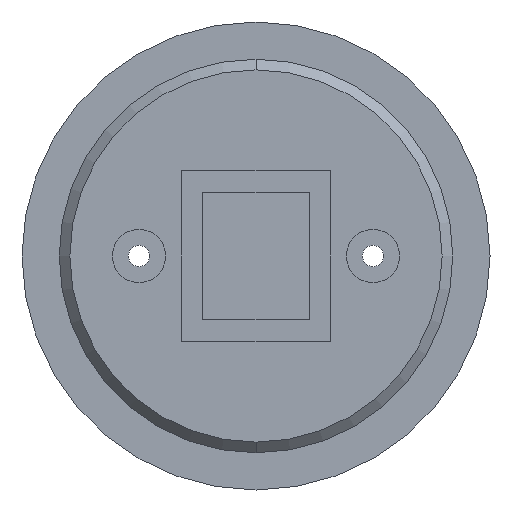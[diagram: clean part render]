
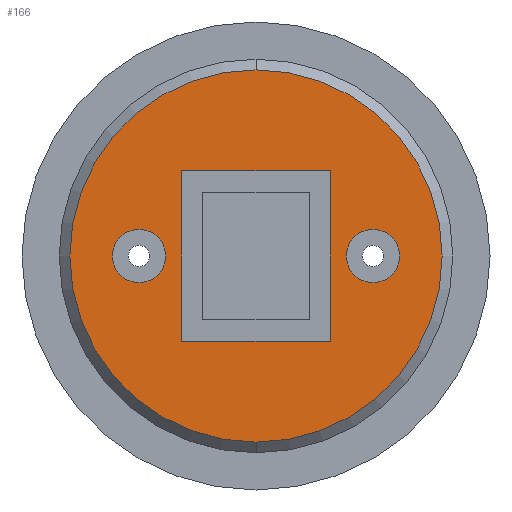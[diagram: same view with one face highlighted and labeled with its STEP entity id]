
A CAD part, front view. The second image highlights one B-rep face of the part: STEP entity #166.
In plain terms, the highlighted planar face has unit normal (0, -1, 0).
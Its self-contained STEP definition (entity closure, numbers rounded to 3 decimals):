
#10 = VERTEX_POINT ( 'NONE', #344 ) ;
#13 = ORIENTED_EDGE ( 'NONE', *, *, #459, .T. ) ;
#20 = CARTESIAN_POINT ( 'NONE',  ( -3.5, 0., 4. ) ) ;
#39 = DIRECTION ( 'NONE',  ( 0., 0., -1. ) ) ;
#44 = CARTESIAN_POINT ( 'NONE',  ( -5.5, 0., 1.25 ) ) ;
#46 = CARTESIAN_POINT ( 'NONE',  ( -3.5, 0., 0. ) ) ;
#51 = CARTESIAN_POINT ( 'NONE',  ( 3.5, 0., 4. ) ) ;
#62 = VERTEX_POINT ( 'NONE', #859 ) ;
#88 = LINE ( 'NONE', #438, #387 ) ;
#152 = EDGE_CURVE ( 'NONE', #215, #1049, #555, .T. ) ;
#154 = DIRECTION ( 'NONE',  ( 0., -1., 0. ) ) ;
#156 = CIRCLE ( 'NONE', #1076, 1.25 ) ;
#166 = ADVANCED_FACE ( 'NONE', ( #268, #1061, #219, #1349 ), #772, .F. ) ;
#215 = VERTEX_POINT ( 'NONE', #1313 ) ;
#219 = FACE_BOUND ( 'NONE', #610, .T. ) ;
#226 = VERTEX_POINT ( 'NONE', #672 ) ;
#227 = AXIS2_PLACEMENT_3D ( 'NONE', #659, #545, #896 ) ;
#240 = EDGE_CURVE ( 'NONE', #226, #10, #981, .T. ) ;
#268 = FACE_OUTER_BOUND ( 'NONE', #773, .T. ) ;
#274 = VERTEX_POINT ( 'NONE', #708 ) ;
#275 = AXIS2_PLACEMENT_3D ( 'NONE', #550, #1188, #766 ) ;
#302 = CIRCLE ( 'NONE', #709, 1.25 ) ;
#306 = AXIS2_PLACEMENT_3D ( 'NONE', #444, #346, #1185 ) ;
#314 = EDGE_CURVE ( 'NONE', #1049, #215, #302, .T. ) ;
#344 = CARTESIAN_POINT ( 'NONE',  ( 3.5, 0., -4. ) ) ;
#346 = DIRECTION ( 'NONE',  ( 0., -1., 0. ) ) ;
#356 = EDGE_LOOP ( 'NONE', ( #736, #889 ) ) ;
#369 = CARTESIAN_POINT ( 'NONE',  ( 0., 0., -4. ) ) ;
#385 = DIRECTION ( 'NONE',  ( 1., 0., 0. ) ) ;
#387 = VECTOR ( 'NONE', #964, 1000. ) ;
#390 = CIRCLE ( 'NONE', #765, 8.75 ) ;
#391 = CIRCLE ( 'NONE', #1146, 8.75 ) ;
#414 = ORIENTED_EDGE ( 'NONE', *, *, #940, .T. ) ;
#421 = CARTESIAN_POINT ( 'NONE',  ( -5.5, 0., 0. ) ) ;
#422 = EDGE_LOOP ( 'NONE', ( #1066, #897, #496, #1289 ) ) ;
#438 = CARTESIAN_POINT ( 'NONE',  ( 3.5, 0., 0. ) ) ;
#442 = ORIENTED_EDGE ( 'NONE', *, *, #152, .F. ) ;
#444 = CARTESIAN_POINT ( 'NONE',  ( 5.5, 0., 0. ) ) ;
#459 = EDGE_CURVE ( 'NONE', #1208, #634, #390, .T. ) ;
#484 = CIRCLE ( 'NONE', #306, 1.25 ) ;
#492 = DIRECTION ( 'NONE',  ( 0., 0., 1. ) ) ;
#496 = ORIENTED_EDGE ( 'NONE', *, *, #1169, .F. ) ;
#497 = DIRECTION ( 'NONE',  ( 0., -1., 0. ) ) ;
#521 = VECTOR ( 'NONE', #568, 1000. ) ;
#545 = DIRECTION ( 'NONE',  ( 0., -1., 0. ) ) ;
#546 = ORIENTED_EDGE ( 'NONE', *, *, #314, .F. ) ;
#550 = CARTESIAN_POINT ( 'NONE',  ( 0., 0., 0. ) ) ;
#555 = CIRCLE ( 'NONE', #227, 1.25 ) ;
#568 = DIRECTION ( 'NONE',  ( 0., 0., -1. ) ) ;
#595 = LINE ( 'NONE', #46, #521 ) ;
#610 = EDGE_LOOP ( 'NONE', ( #442, #546 ) ) ;
#634 = VERTEX_POINT ( 'NONE', #826 ) ;
#659 = CARTESIAN_POINT ( 'NONE',  ( -5.5, 0., 0. ) ) ;
#669 = CARTESIAN_POINT ( 'NONE',  ( 0., 0., 0. ) ) ;
#672 = CARTESIAN_POINT ( 'NONE',  ( -3.5, 0., -4. ) ) ;
#697 = DIRECTION ( 'NONE',  ( 0., -1., 0. ) ) ;
#708 = CARTESIAN_POINT ( 'NONE',  ( 5.5, 0., -1.25 ) ) ;
#709 = AXIS2_PLACEMENT_3D ( 'NONE', #421, #697, #1124 ) ;
#729 = EDGE_CURVE ( 'NONE', #10, #1171, #88, .T. ) ;
#736 = ORIENTED_EDGE ( 'NONE', *, *, #884, .F. ) ;
#765 = AXIS2_PLACEMENT_3D ( 'NONE', #797, #497, #492 ) ;
#766 = DIRECTION ( 'NONE',  ( 0., 0., 1. ) ) ;
#772 = PLANE ( 'NONE',  #275 ) ;
#773 = EDGE_LOOP ( 'NONE', ( #13, #414 ) ) ;
#774 = DIRECTION ( 'NONE',  ( 0., -1., 0. ) ) ;
#784 = CARTESIAN_POINT ( 'NONE',  ( 0., 0., 4. ) ) ;
#797 = CARTESIAN_POINT ( 'NONE',  ( 0., 0., 0. ) ) ;
#804 = VERTEX_POINT ( 'NONE', #20 ) ;
#826 = CARTESIAN_POINT ( 'NONE',  ( 0., 0., -8.75 ) ) ;
#828 = EDGE_CURVE ( 'NONE', #62, #274, #484, .T. ) ;
#859 = CARTESIAN_POINT ( 'NONE',  ( 5.5, 0., 1.25 ) ) ;
#884 = EDGE_CURVE ( 'NONE', #274, #62, #156, .T. ) ;
#889 = ORIENTED_EDGE ( 'NONE', *, *, #828, .F. ) ;
#896 = DIRECTION ( 'NONE',  ( 0., 0., -1. ) ) ;
#897 = ORIENTED_EDGE ( 'NONE', *, *, #240, .F. ) ;
#928 = LINE ( 'NONE', #784, #1334 ) ;
#940 = EDGE_CURVE ( 'NONE', #634, #1208, #391, .T. ) ;
#957 = VECTOR ( 'NONE', #385, 1000. ) ;
#964 = DIRECTION ( 'NONE',  ( 0., 0., 1. ) ) ;
#981 = LINE ( 'NONE', #369, #957 ) ;
#1049 = VERTEX_POINT ( 'NONE', #44 ) ;
#1061 = FACE_BOUND ( 'NONE', #422, .T. ) ;
#1066 = ORIENTED_EDGE ( 'NONE', *, *, #729, .F. ) ;
#1076 = AXIS2_PLACEMENT_3D ( 'NONE', #1227, #154, #39 ) ;
#1095 = DIRECTION ( 'NONE',  ( -1., 0., 0. ) ) ;
#1124 = DIRECTION ( 'NONE',  ( 0., 0., -1. ) ) ;
#1133 = EDGE_CURVE ( 'NONE', #1171, #804, #928, .T. ) ;
#1146 = AXIS2_PLACEMENT_3D ( 'NONE', #669, #774, #1314 ) ;
#1169 = EDGE_CURVE ( 'NONE', #804, #226, #595, .T. ) ;
#1171 = VERTEX_POINT ( 'NONE', #51 ) ;
#1185 = DIRECTION ( 'NONE',  ( 0., 0., -1. ) ) ;
#1188 = DIRECTION ( 'NONE',  ( 0., 1., 0. ) ) ;
#1205 = CARTESIAN_POINT ( 'NONE',  ( 0., 0., 8.75 ) ) ;
#1208 = VERTEX_POINT ( 'NONE', #1205 ) ;
#1227 = CARTESIAN_POINT ( 'NONE',  ( 5.5, 0., 0. ) ) ;
#1289 = ORIENTED_EDGE ( 'NONE', *, *, #1133, .F. ) ;
#1313 = CARTESIAN_POINT ( 'NONE',  ( -5.5, 0., -1.25 ) ) ;
#1314 = DIRECTION ( 'NONE',  ( 0., 0., 1. ) ) ;
#1334 = VECTOR ( 'NONE', #1095, 1000. ) ;
#1349 = FACE_BOUND ( 'NONE', #356, .T. ) ;
